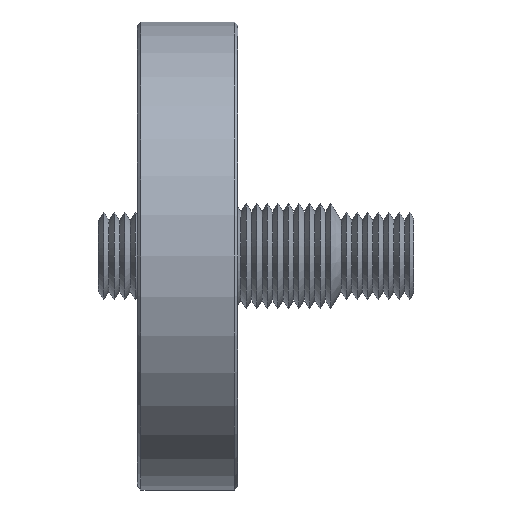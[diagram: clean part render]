
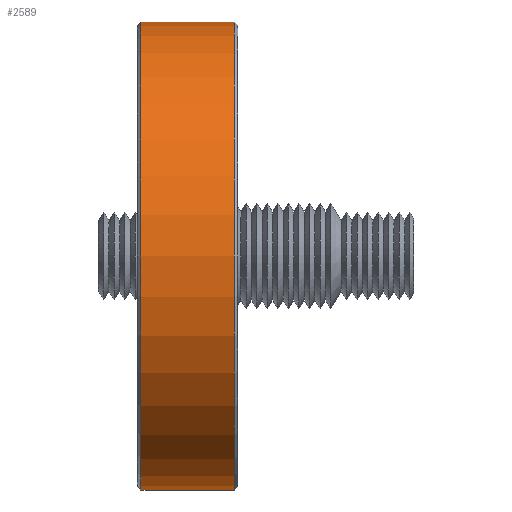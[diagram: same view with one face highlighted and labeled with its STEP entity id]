
A CAD part, left-side view. The second image highlights one B-rep face of the part: STEP entity #2589.
In plain terms, the highlighted cylindrical face has radius 16.891 mm (diameter 33.782 mm), a partial arc.
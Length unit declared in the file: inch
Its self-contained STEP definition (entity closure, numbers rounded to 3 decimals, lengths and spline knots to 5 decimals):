
#6 = ORIENTED_EDGE ( 'NONE', *, *, #2707, .F. ) ;
#60 = LINE ( 'NONE', #3580, #1872 ) ;
#69 = CARTESIAN_POINT ( 'NONE',  ( 0., 0.224, -0.665 ) ) ;
#195 = FACE_OUTER_BOUND ( 'NONE', #3342, .T. ) ;
#254 = ORIENTED_EDGE ( 'NONE', *, *, #1817, .T. ) ;
#552 = CYLINDRICAL_SURFACE ( 'NONE', #1531, 0.665 ) ;
#553 = CARTESIAN_POINT ( 'NONE',  ( 0., 0.224, 0. ) ) ;
#773 = CARTESIAN_POINT ( 'NONE',  ( 0., -0.041, 0. ) ) ;
#916 = EDGE_CURVE ( 'NONE', #2470, #1309, #3038, .T. ) ;
#989 = DIRECTION ( 'NONE',  ( 0., 1., 0. ) ) ;
#1299 = VERTEX_POINT ( 'NONE', #2491 ) ;
#1309 = VERTEX_POINT ( 'NONE', #3072 ) ;
#1407 = CIRCLE ( 'NONE', #1945, 0.665 ) ;
#1498 = DIRECTION ( 'NONE',  ( 0., 0., -1. ) ) ;
#1531 = AXIS2_PLACEMENT_3D ( 'NONE', #3689, #1781, #2787 ) ;
#1570 = VERTEX_POINT ( 'NONE', #69 ) ;
#1625 = ORIENTED_EDGE ( 'NONE', *, *, #916, .T. ) ;
#1781 = DIRECTION ( 'NONE',  ( 0., 1., 0. ) ) ;
#1817 = EDGE_CURVE ( 'NONE', #1309, #1570, #1407, .T. ) ;
#1872 = VECTOR ( 'NONE', #989, 39.37008 ) ;
#1945 = AXIS2_PLACEMENT_3D ( 'NONE', #553, #3108, #1498 ) ;
#2317 = DIRECTION ( 'NONE',  ( 0., 1., 0. ) ) ;
#2426 = DIRECTION ( 'NONE',  ( 0., 1., 0. ) ) ;
#2470 = VERTEX_POINT ( 'NONE', #3615 ) ;
#2487 = EDGE_CURVE ( 'NONE', #1299, #2470, #2770, .T. ) ;
#2491 = CARTESIAN_POINT ( 'NONE',  ( 0., -0.041, -0.665 ) ) ;
#2589 = ADVANCED_FACE ( 'NONE', ( #195 ), #552, .T. ) ;
#2707 = EDGE_CURVE ( 'NONE', #1299, #1570, #60, .T. ) ;
#2770 = CIRCLE ( 'NONE', #3355, 0.665 ) ;
#2787 = DIRECTION ( 'NONE',  ( 0., 0., 1. ) ) ;
#3038 = LINE ( 'NONE', #3655, #3294 ) ;
#3072 = CARTESIAN_POINT ( 'NONE',  ( 0., 0.224, 0.665 ) ) ;
#3108 = DIRECTION ( 'NONE',  ( 0., -1., 0. ) ) ;
#3294 = VECTOR ( 'NONE', #2426, 39.37008 ) ;
#3323 = ORIENTED_EDGE ( 'NONE', *, *, #2487, .T. ) ;
#3342 = EDGE_LOOP ( 'NONE', ( #6, #3323, #1625, #254 ) ) ;
#3355 = AXIS2_PLACEMENT_3D ( 'NONE', #773, #2317, #3571 ) ;
#3571 = DIRECTION ( 'NONE',  ( 0., 0., 1. ) ) ;
#3580 = CARTESIAN_POINT ( 'NONE',  ( 0., 0.90634, -0.665 ) ) ;
#3615 = CARTESIAN_POINT ( 'NONE',  ( 0., -0.041, 0.665 ) ) ;
#3655 = CARTESIAN_POINT ( 'NONE',  ( 0., 0.90634, 0.665 ) ) ;
#3689 = CARTESIAN_POINT ( 'NONE',  ( 0., 0.90634, 0. ) ) ;
